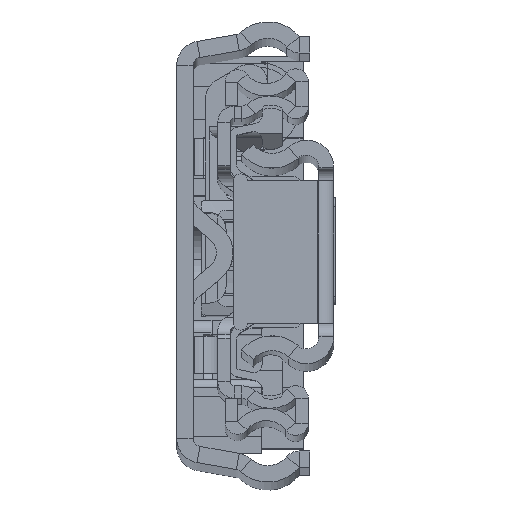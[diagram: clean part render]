
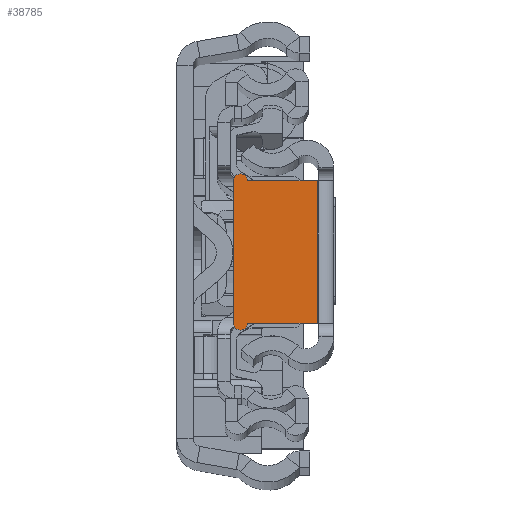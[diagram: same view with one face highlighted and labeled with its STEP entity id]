
A CAD part, top view. The second image highlights one B-rep face of the part: STEP entity #38785.
In plain terms, the highlighted planar face has unit normal (0, 0, 1).
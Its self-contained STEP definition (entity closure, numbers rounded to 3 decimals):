
#331 = CARTESIAN_POINT ( 'NONE',  ( -10.5, 8.65, 0. ) ) ;
#1558 = EDGE_CURVE ( 'NONE', #45531, #33690, #38887, .T. ) ;
#2375 = DIRECTION ( 'NONE',  ( 0., 0., 1. ) ) ;
#2673 = EDGE_CURVE ( 'NONE', #45531, #16988, #4976, .T. ) ;
#3047 = VERTEX_POINT ( 'NONE', #47200 ) ;
#3408 = ORIENTED_EDGE ( 'NONE', *, *, #41437, .F. ) ;
#3874 = DIRECTION ( 'NONE',  ( 1., 0., 0. ) ) ;
#4070 = CARTESIAN_POINT ( 'NONE',  ( -12.2, -8.65, 0. ) ) ;
#4279 = EDGE_LOOP ( 'NONE', ( #14376, #21643, #36215, #13019, #3408, #16667 ) ) ;
#4891 = DIRECTION ( 'NONE',  ( 0., 0., 1. ) ) ;
#4976 = LINE ( 'NONE', #20419, #44121 ) ;
#8012 = CARTESIAN_POINT ( 'NONE',  ( -12.2, -8.65, 0. ) ) ;
#11080 = DIRECTION ( 'NONE',  ( 1., 0., 0. ) ) ;
#11273 = EDGE_CURVE ( 'NONE', #35221, #3047, #31237, .T. ) ;
#12320 = DIRECTION ( 'NONE',  ( 0., 1., 0. ) ) ;
#13019 = ORIENTED_EDGE ( 'NONE', *, *, #2673, .T. ) ;
#14376 = ORIENTED_EDGE ( 'NONE', *, *, #11273, .F. ) ;
#15380 = FACE_OUTER_BOUND ( 'NONE', #4279, .T. ) ;
#16667 = ORIENTED_EDGE ( 'NONE', *, *, #48756, .T. ) ;
#16988 = VERTEX_POINT ( 'NONE', #44420 ) ;
#18308 = DIRECTION ( 'NONE',  ( -1., 0., 0. ) ) ;
#18670 = PLANE ( 'NONE',  #49828 ) ;
#20419 = CARTESIAN_POINT ( 'NONE',  ( -2., 0., 0. ) ) ;
#21643 = ORIENTED_EDGE ( 'NONE', *, *, #22323, .T. ) ;
#22323 = EDGE_CURVE ( 'NONE', #35221, #33690, #24226, .T. ) ;
#23143 = CARTESIAN_POINT ( 'NONE',  ( -12.2, 8.65, 0. ) ) ;
#23251 = VECTOR ( 'NONE', #36692, 1000. ) ;
#24226 = CIRCLE ( 'NONE', #29082, 0.85 ) ;
#24386 = VERTEX_POINT ( 'NONE', #331 ) ;
#29082 = AXIS2_PLACEMENT_3D ( 'NONE', #36797, #2375, #18308 ) ;
#30740 = DIRECTION ( 'NONE',  ( 0., 1., 0. ) ) ;
#30842 = DIRECTION ( 'NONE',  ( 0., 0., 1. ) ) ;
#31237 = LINE ( 'NONE', #23143, #43017 ) ;
#31482 = CARTESIAN_POINT ( 'NONE',  ( -11.35, 8.65, 0. ) ) ;
#32023 = VECTOR ( 'NONE', #47000, 1000. ) ;
#33690 = VERTEX_POINT ( 'NONE', #41627 ) ;
#35221 = VERTEX_POINT ( 'NONE', #4070 ) ;
#36215 = ORIENTED_EDGE ( 'NONE', *, *, #1558, .F. ) ;
#36692 = DIRECTION ( 'NONE',  ( 1., 0., 0. ) ) ;
#36797 = CARTESIAN_POINT ( 'NONE',  ( -11.35, -8.65, 0. ) ) ;
#38785 = ADVANCED_FACE ( 'NONE', ( #15380 ), #18670, .T. ) ;
#38887 = LINE ( 'NONE', #8012, #32023 ) ;
#38916 = CARTESIAN_POINT ( 'NONE',  ( 0., 0., 0. ) ) ;
#40396 = CIRCLE ( 'NONE', #41220, 0.85 ) ;
#40760 = LINE ( 'NONE', #48100, #23251 ) ;
#41220 = AXIS2_PLACEMENT_3D ( 'NONE', #31482, #4891, #3874 ) ;
#41437 = EDGE_CURVE ( 'NONE', #24386, #16988, #40760, .T. ) ;
#41475 = CARTESIAN_POINT ( 'NONE',  ( -2., -8.65, 0. ) ) ;
#41627 = CARTESIAN_POINT ( 'NONE',  ( -10.5, -8.65, 0. ) ) ;
#43017 = VECTOR ( 'NONE', #30740, 1000. ) ;
#44121 = VECTOR ( 'NONE', #12320, 1000. ) ;
#44420 = CARTESIAN_POINT ( 'NONE',  ( -2., 8.65, 0. ) ) ;
#45531 = VERTEX_POINT ( 'NONE', #41475 ) ;
#47000 = DIRECTION ( 'NONE',  ( -1., 0., 0. ) ) ;
#47200 = CARTESIAN_POINT ( 'NONE',  ( -12.2, 8.65, 0. ) ) ;
#48100 = CARTESIAN_POINT ( 'NONE',  ( -1.8, 8.65, 0. ) ) ;
#48756 = EDGE_CURVE ( 'NONE', #24386, #3047, #40396, .T. ) ;
#49828 = AXIS2_PLACEMENT_3D ( 'NONE', #38916, #30842, #11080 ) ;
